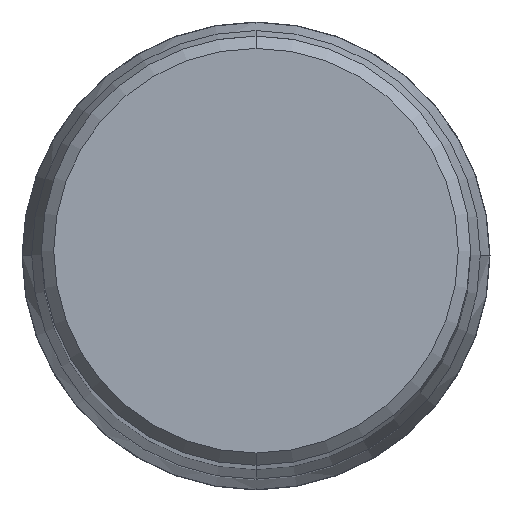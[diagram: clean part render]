
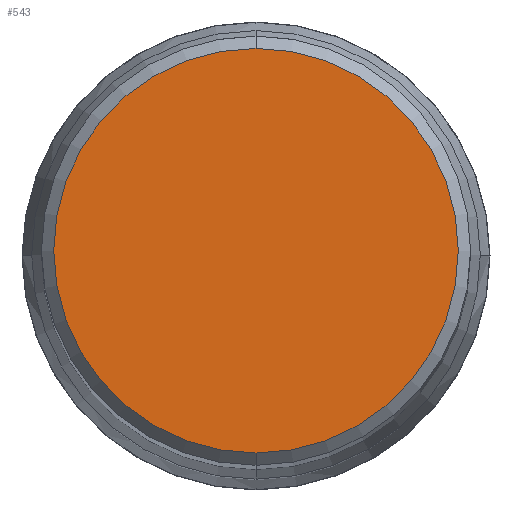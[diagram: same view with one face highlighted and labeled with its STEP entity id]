
A CAD part, top view. The second image highlights one B-rep face of the part: STEP entity #543.
In plain terms, the highlighted planar face has unit normal (0, 0, 1).
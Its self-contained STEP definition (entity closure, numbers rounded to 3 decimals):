
#311=EDGE_CURVE('',#551,#727,#811,.T.);
#347=EDGE_CURVE('',#727,#551,#850,.T.);
#543=ADVANCED_FACE('',(#1063),#1064,.T.);
#551=VERTEX_POINT('',#1072);
#727=VERTEX_POINT('',#1266);
#811=CIRCLE('',#1354,19.8);
#850=CIRCLE('',#1451,19.8);
#1063=FACE_OUTER_BOUND('',#1861,.T.);
#1064=PLANE('',#1862);
#1072=CARTESIAN_POINT('',(0.,-19.8,0.0));
#1266=CARTESIAN_POINT('',(0.0,19.8,0.0));
#1354=AXIS2_PLACEMENT_3D('',#2365,#2366,#2367);
#1451=AXIS2_PLACEMENT_3D('',#2408,#2409,#2410);
#1861=EDGE_LOOP('',(#2665,#2666));
#1862=AXIS2_PLACEMENT_3D('',#2667,#2668,#2669);
#2365=CARTESIAN_POINT('',(0.0,0.0,0.0));
#2366=DIRECTION('',(0.0,0.0,-1.0));
#2367=DIRECTION('',(0.0,1.0,0.0));
#2408=CARTESIAN_POINT('',(0.0,0.0,0.0));
#2409=DIRECTION('',(0.0,0.0,-1.0));
#2410=DIRECTION('',(0.0,1.0,0.0));
#2665=ORIENTED_EDGE('',*,*,#347,.F.);
#2666=ORIENTED_EDGE('',*,*,#311,.F.);
#2667=CARTESIAN_POINT('',(0.0,9.9,0.0));
#2668=DIRECTION('',(-0.0,0.0,1.0));
#2669=DIRECTION('',(0.0,-1.0,0.0));
